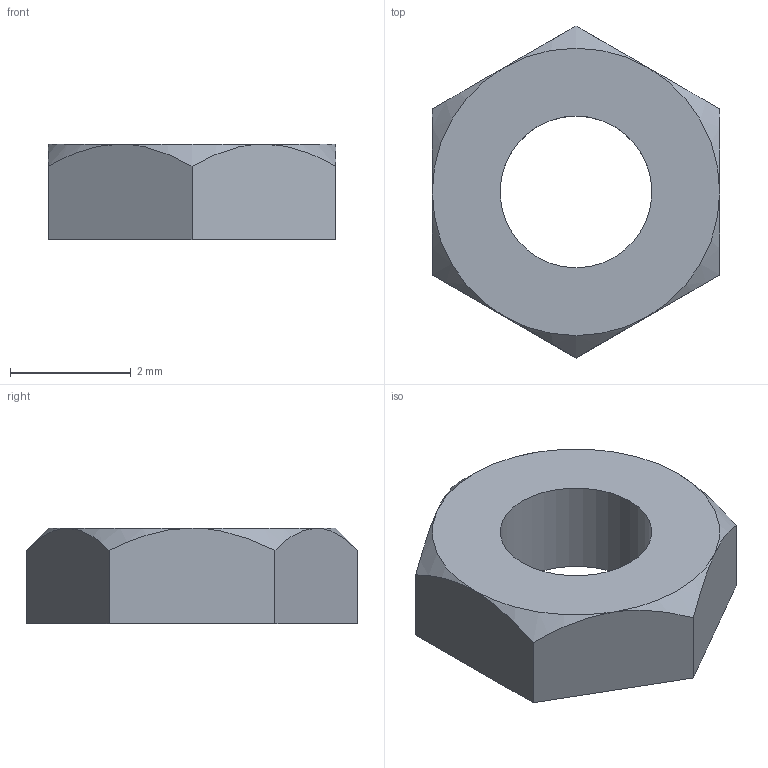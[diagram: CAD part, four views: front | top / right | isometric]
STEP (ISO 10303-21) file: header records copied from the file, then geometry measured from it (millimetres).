
FILE_DESCRIPTION(('Open CASCADE Model'),'2;1');
FILE_NAME('Open CASCADE Shape Model','2025-08-25T19:40:54',('Author'),( 'Open CASCADE'),'Open CASCADE STEP processor 7.8','Open CASCADE 7.8' ,'Unknown');
FILE_SCHEMA(('AUTOMOTIVE_DESIGN { 1 0 10303 214 1 1 1 1 }'));
Length unit declared in the file: millimetre
Products named in the file (1): Open CASCADE STEP translator 7.8 1
Bounding box: 4.76 x 5.5 x 1.59 mm (x, y, z)
Volume: 23.1 mm3; surface area: 66.8 mm2
Topology: 1 solids, 1 shells, 15 faces, 33 edges, 20 vertices
Faces by surface type: plane 8, cone 6, cylinder 1
Full cylindrical faces by diameter (mm): 2.515 x1
Entity records: 1209 total; most frequent: CARTESIAN_POINT 568, DIRECTION 102, ORIENTED_EDGE 66, PCURVE 66, DEFINITIONAL_REPRESENTATION 66, LINE 46, VECTOR 46, B_SPLINE_CURVE_WITH_KNOTS 37
